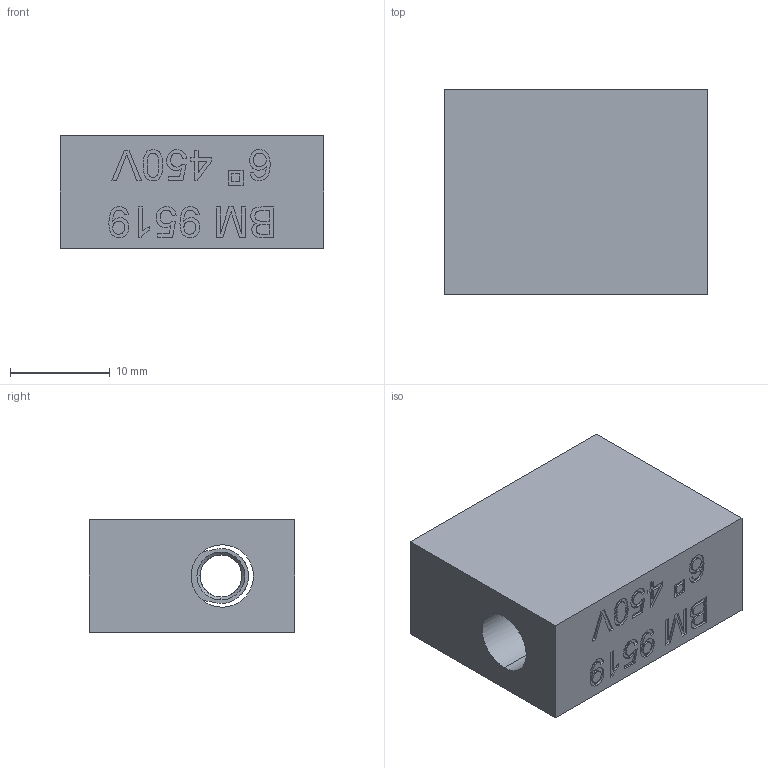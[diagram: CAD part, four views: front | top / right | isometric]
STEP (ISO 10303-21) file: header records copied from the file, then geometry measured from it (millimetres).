
FILE_DESCRIPTION (( 'STEP AP203' ), '1' );
FILE_NAME ('9519.STEP', '2025-09-26T11:22:06', ( '' ), ( '' ), 'SwSTEP 2.0', 'SolidWorks 2022', '' );
FILE_SCHEMA (( 'CONFIG_CONTROL_DESIGN' ));
Length unit declared in the file: millimetre
Products named in the file (4): SAINVSTEA9519; 9519; SABUS9202; SAVMIC357
Assembly tree (4 placements, depth 2):
  9519
    SAINVSTEA9519
    SABUS9202
    SAVMIC357  x2
Bounding box: 26.4 x 20.6 x 11.3 mm (x, y, z)
Volume: 5014.8 mm3; surface area: 3766.8 mm2
Topology: 4 solids, 4 shells, 248 faces, 644 edges, 424 vertices
Faces by surface type: plane 128, bspline 85, cylinder 23, cone 12
Entity records: 12450 total; most frequent: CARTESIAN_POINT 6745, ORIENTED_EDGE 1232, DIRECTION 802, EDGE_CURVE 616, VERTEX_POINT 406, LINE 376, VECTOR 376, EDGE_LOOP 270
